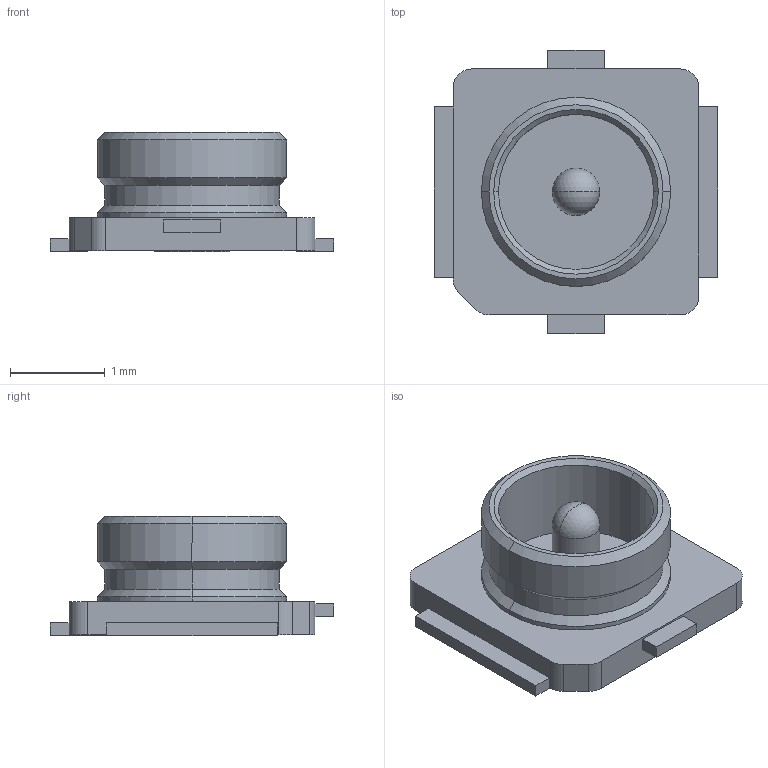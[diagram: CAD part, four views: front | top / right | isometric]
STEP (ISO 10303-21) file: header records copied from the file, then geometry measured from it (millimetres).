
FILE_DESCRIPTION (( 'STEP AP214' ), '1' );
FILE_NAME ('ANT-SMD_1909763-1.step', '2023-11-08T09:44:04', ( '' ), ( '' ), 'SwSTEP 2.0', 'SolidWorks 2020', '' );
FILE_SCHEMA (( 'AUTOMOTIVE_DESIGN' ));
Length unit declared in the file: millimetre
Products named in the file (1): ANT-SMD_1909763-1
Bounding box: 3 x 3 x 1.26 mm (x, y, z)
Volume: 3.3 mm3; surface area: 31.4 mm2
Topology: 1 solids, 1 shells, 289 faces, 781 edges, 514 vertices
Faces by surface type: plane 157, bspline 98, cylinder 20, cone 8, sphere 4, torus 2
Entity records: 12676 total; most frequent: CARTESIAN_POINT 2879, ORIENTED_EDGE 1546, DIRECTION 1009, EDGE_CURVE 773, LINE 521, VECTOR 521, VERTEX_POINT 510, EDGE_LOOP 313
